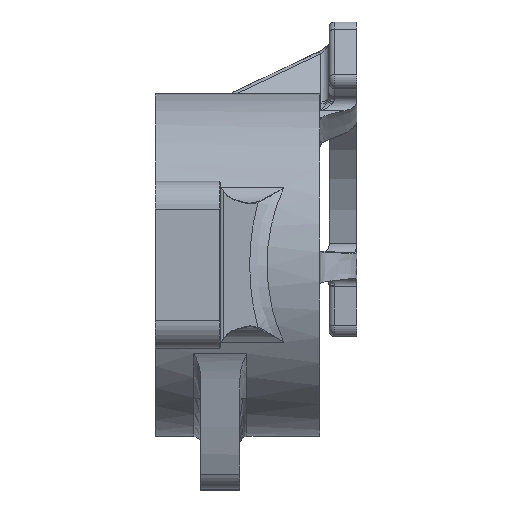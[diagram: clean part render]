
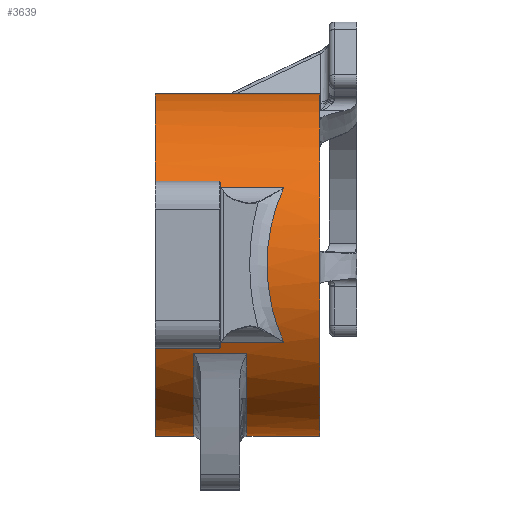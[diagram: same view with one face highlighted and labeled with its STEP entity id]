
A CAD part, front view. The second image highlights one B-rep face of the part: STEP entity #3639.
In plain terms, the highlighted cylindrical face has radius 61.468 mm (diameter 122.936 mm), a partial arc.
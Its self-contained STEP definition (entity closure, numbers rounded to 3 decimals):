
#100=CYLINDRICAL_SURFACE('',#4004,61.468);
#133=B_SPLINE_CURVE_WITH_KNOTS('',3,(#5963,#5964,#5965,#5966,#5967,#5968,
#5969,#5970,#5971,#5972,#5973,#5974,#5975),.UNSPECIFIED.,.F.,.F.,(4,1,1,
1,1,1,1,1,1,1,4),(0.,0.125,0.188,0.25,0.313,0.375,0.5,0.625,0.75,0.875,
1.),.UNSPECIFIED.);
#232=B_SPLINE_CURVE_WITH_KNOTS('',3,(#8386,#8387,#8388,#8389,#8390),
 .UNSPECIFIED.,.F.,.F.,(4,1,4),(0.,0.5,1.),.UNSPECIFIED.);
#253=B_SPLINE_CURVE_WITH_KNOTS('',3,(#8708,#8709,#8710,#8711,#8712),
 .UNSPECIFIED.,.F.,.F.,(4,1,4),(0.,0.5,1.),.UNSPECIFIED.);
#416=LINE('',#6162,#574);
#421=LINE('',#6384,#579);
#424=LINE('',#6429,#582);
#449=LINE('',#7618,#607);
#459=LINE('',#7646,#617);
#472=LINE('',#8226,#630);
#574=VECTOR('',#4358,1000.);
#579=VECTOR('',#4391,1000.);
#582=VECTOR('',#4400,1000.);
#607=VECTOR('',#4471,1000.);
#617=VECTOR('',#4503,1000.);
#630=VECTOR('',#4542,1000.);
#1735=ORIENTED_EDGE('',*,*,#2005,.F.);
#1736=ORIENTED_EDGE('',*,*,#2308,.F.);
#1737=ORIENTED_EDGE('',*,*,#1999,.T.);
#1738=ORIENTED_EDGE('',*,*,#2307,.F.);
#1739=ORIENTED_EDGE('',*,*,#2167,.F.);
#1740=ORIENTED_EDGE('',*,*,#1972,.F.);
#1741=ORIENTED_EDGE('',*,*,#1938,.T.);
#1742=ORIENTED_EDGE('',*,*,#2131,.T.);
#1743=ORIENTED_EDGE('',*,*,#2146,.F.);
#1744=ORIENTED_EDGE('',*,*,#2297,.T.);
#1745=ORIENTED_EDGE('',*,*,#2067,.T.);
#1746=ORIENTED_EDGE('',*,*,#1919,.F.);
#1747=ORIENTED_EDGE('',*,*,#2081,.F.);
#1748=ORIENTED_EDGE('',*,*,#2296,.F.);
#1919=EDGE_CURVE('',#2393,#2356,#133,.F.);
#1938=EDGE_CURVE('',#2422,#2421,#2720,.T.);
#1972=EDGE_CURVE('',#2422,#2449,#416,.T.);
#1999=EDGE_CURVE('',#2469,#2468,#421,.T.);
#2005=EDGE_CURVE('',#2474,#2475,#424,.T.);
#2067=EDGE_CURVE('',#2507,#2356,#449,.T.);
#2081=EDGE_CURVE('',#2514,#2393,#459,.T.);
#2131=EDGE_CURVE('',#2421,#2543,#472,.T.);
#2146=EDGE_CURVE('',#2553,#2543,#232,.F.);
#2167=EDGE_CURVE('',#2449,#2564,#253,.F.);
#2296=EDGE_CURVE('',#2564,#2514,#2826,.T.);
#2297=EDGE_CURVE('',#2553,#2507,#2827,.T.);
#2307=EDGE_CURVE('',#2475,#2468,#2837,.T.);
#2308=EDGE_CURVE('',#2469,#2474,#2838,.T.);
#2356=VERTEX_POINT('',#5108);
#2393=VERTEX_POINT('',#5832);
#2421=VERTEX_POINT('',#6037);
#2422=VERTEX_POINT('',#6039);
#2449=VERTEX_POINT('',#6156);
#2468=VERTEX_POINT('',#6383);
#2469=VERTEX_POINT('',#6385);
#2474=VERTEX_POINT('',#6430);
#2475=VERTEX_POINT('',#6431);
#2507=VERTEX_POINT('',#7617);
#2514=VERTEX_POINT('',#7645);
#2543=VERTEX_POINT('',#8224);
#2553=VERTEX_POINT('',#8391);
#2564=VERTEX_POINT('',#8701);
#2720=CIRCLE('',#3774,61.468);
#2826=CIRCLE('',#3979,61.468);
#2827=CIRCLE('',#3980,61.468);
#2837=CIRCLE('',#4003,61.468);
#2838=CIRCLE('',#4005,61.468);
#3106=EDGE_LOOP('',(#1735,#1736,#1737,#1738));
#3107=EDGE_LOOP('',(#1739,#1740,#1741,#1742,#1743,#1744,#1745,#1746,#1747,
#1748));
#3379=FACE_BOUND('',#3106,.T.);
#3380=FACE_BOUND('',#3107,.T.);
#3639=ADVANCED_FACE('',(#3379,#3380),#100,.T.);
#3774=AXIS2_PLACEMENT_3D('',#6038,#4304,#4305);
#3979=AXIS2_PLACEMENT_3D('',#9511,#4813,#4814);
#3980=AXIS2_PLACEMENT_3D('',#9512,#4815,#4816);
#4003=AXIS2_PLACEMENT_3D('',#9543,#4861,#4862);
#4004=AXIS2_PLACEMENT_3D('',#9544,#4863,#4864);
#4005=AXIS2_PLACEMENT_3D('',#9545,#4865,#4866);
#4304=DIRECTION('',(-1.,0.,0.));
#4305=DIRECTION('',(0.,0.,-1.));
#4358=DIRECTION('',(-1.,0.,0.));
#4391=DIRECTION('',(-1.,0.,0.));
#4400=DIRECTION('',(-1.,0.,0.));
#4471=DIRECTION('',(1.,0.,0.));
#4503=DIRECTION('',(1.,0.,0.));
#4542=DIRECTION('',(-1.,0.,0.));
#4813=DIRECTION('',(-1.,0.,0.));
#4814=DIRECTION('',(0.,0.,-1.));
#4815=DIRECTION('',(1.,0.,0.));
#4816=DIRECTION('',(0.,0.,-1.));
#4861=DIRECTION('',(1.,0.,0.));
#4862=DIRECTION('',(0.,0.,-1.));
#4863=DIRECTION('',(1.,0.,0.));
#4864=DIRECTION('',(0.,-0.906,-0.424));
#4865=DIRECTION('',(-1.,0.,0.));
#4866=DIRECTION('',(0.,0.,-1.));
#5108=CARTESIAN_POINT('',(46.125,47.605,27.655));
#5832=CARTESIAN_POINT('',(46.125,47.605,-27.655));
#5963=CARTESIAN_POINT('',(46.125,47.605,27.655));
#5964=CARTESIAN_POINT('',(45.129,46.514,25.49));
#5965=CARTESIAN_POINT('',(43.823,45.082,22.171));
#5966=CARTESIAN_POINT('',(42.452,43.582,17.639));
#5967=CARTESIAN_POINT('',(41.617,42.668,14.237));
#5968=CARTESIAN_POINT('',(40.946,41.933,10.69));
#5969=CARTESIAN_POINT('',(40.314,41.24,5.959));
#5970=CARTESIAN_POINT('',(39.997,40.894,0.));
#5971=CARTESIAN_POINT('',(40.376,41.308,-7.149));
#5972=CARTESIAN_POINT('',(41.523,42.565,-14.251));
#5973=CARTESIAN_POINT('',(43.386,44.604,-21.06));
#5974=CARTESIAN_POINT('',(45.14,46.527,-25.515));
#5975=CARTESIAN_POINT('',(46.125,47.605,-27.655));
#6037=CARTESIAN_POINT('',(59.,134.458,52.507));
#6038=CARTESIAN_POINT('',(59.,102.5,0.));
#6039=CARTESIAN_POINT('',(59.,163.293,-9.086));
#6156=CARTESIAN_POINT('',(0.593,163.293,-9.086));
#6162=CARTESIAN_POINT('',(62.35,163.293,-9.086));
#6383=CARTESIAN_POINT('',(13.93,155.116,-31.778));
#6384=CARTESIAN_POINT('',(35.43,155.116,-31.778));
#6385=CARTESIAN_POINT('',(32.93,155.116,-31.778));
#6429=CARTESIAN_POINT('',(35.43,49.884,-31.778));
#6430=CARTESIAN_POINT('',(32.93,49.884,-31.778));
#6431=CARTESIAN_POINT('',(13.93,49.884,-31.778));
#7617=CARTESIAN_POINT('',(0.,47.605,27.655));
#7618=CARTESIAN_POINT('',(0.3,47.605,27.655));
#7645=CARTESIAN_POINT('',(0.,47.605,-27.655));
#7646=CARTESIAN_POINT('',(0.3,47.605,-27.655));
#8224=CARTESIAN_POINT('',(0.52,134.457,52.507));
#8226=CARTESIAN_POINT('',(62.35,134.458,52.507));
#8386=CARTESIAN_POINT('',(0.52,134.457,52.508));
#8387=CARTESIAN_POINT('',(0.344,134.278,52.617));
#8388=CARTESIAN_POINT('',(0.076,133.841,52.88));
#8389=CARTESIAN_POINT('',(0.,133.376,53.151));
#8390=CARTESIAN_POINT('',(0.,133.123,53.297));
#8391=CARTESIAN_POINT('',(0.,133.123,53.297));
#8701=CARTESIAN_POINT('',(0.,163.011,-10.806));
#8708=CARTESIAN_POINT('',(0.,163.011,-10.806));
#8709=CARTESIAN_POINT('',(0.,163.068,-10.484));
#8710=CARTESIAN_POINT('',(0.089,163.17,-9.884));
#8711=CARTESIAN_POINT('',(0.394,163.258,-9.321));
#8712=CARTESIAN_POINT('',(0.593,163.293,-9.086));
#9511=CARTESIAN_POINT('',(0.,102.5,0.));
#9512=CARTESIAN_POINT('',(0.,102.5,0.));
#9543=CARTESIAN_POINT('',(13.93,102.5,0.));
#9544=CARTESIAN_POINT('',(-173.858,102.5,0.));
#9545=CARTESIAN_POINT('',(32.93,102.5,0.));
